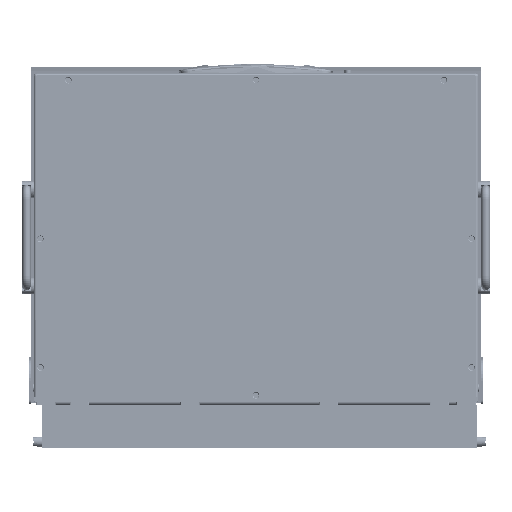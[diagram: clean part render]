
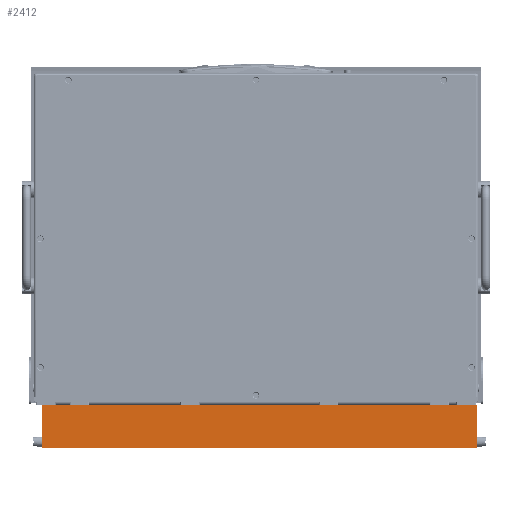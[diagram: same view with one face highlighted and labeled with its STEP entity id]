
A CAD part, front view. The second image highlights one B-rep face of the part: STEP entity #2412.
In plain terms, the highlighted planar face has unit normal (0, -1, 0).
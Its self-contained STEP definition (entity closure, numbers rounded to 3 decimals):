
#1495 = VERTEX_POINT ( 'NONE', #16733 ) ;
#2412 = ADVANCED_FACE ( 'NONE', ( #36193 ), #57972, .F. ) ;
#4556 = EDGE_CURVE ( 'NONE', #93014, #43100, #92050, .T. ) ;
#6492 = LINE ( 'NONE', #94968, #78770 ) ;
#10062 = EDGE_CURVE ( 'NONE', #1495, #92733, #6492, .T. ) ;
#11229 = CARTESIAN_POINT ( 'NONE',  ( -0.004, 0., 432.085 ) ) ;
#11276 = VECTOR ( 'NONE', #47984, 1000. ) ;
#12513 = EDGE_LOOP ( 'NONE', ( #69839, #16193, #93893, #76748 ) ) ;
#13028 = VECTOR ( 'NONE', #83952, 1000. ) ;
#16193 = ORIENTED_EDGE ( 'NONE', *, *, #4556, .T. ) ;
#16733 = CARTESIAN_POINT ( 'NONE',  ( -7.864, 0., -18.188 ) ) ;
#19428 = DIRECTION ( 'NONE',  ( 0.017, 0., 1. ) ) ;
#36193 = FACE_OUTER_BOUND ( 'NONE', #12513, .T. ) ;
#42569 = DIRECTION ( 'NONE',  ( 0., 0., 1. ) ) ;
#43100 = VERTEX_POINT ( 'NONE', #50485 ) ;
#44099 = CARTESIAN_POINT ( 'NONE',  ( 36.579, 0., -18.964 ) ) ;
#44724 = CARTESIAN_POINT ( 'NONE',  ( -7.864, 0., -18.188 ) ) ;
#47984 = DIRECTION ( 'NONE',  ( -1., 0., 0.017 ) ) ;
#48542 = EDGE_CURVE ( 'NONE', #43100, #92733, #62858, .T. ) ;
#48834 = EDGE_CURVE ( 'NONE', #1495, #93014, #51637, .T. ) ;
#50485 = CARTESIAN_POINT ( 'NONE',  ( 44.439, 0., 431.309 ) ) ;
#51598 = DIRECTION ( 'NONE',  ( 0., 1., 0. ) ) ;
#51637 = LINE ( 'NONE', #44724, #13028 ) ;
#54735 = DIRECTION ( 'NONE',  ( 0.017, 0., 1. ) ) ;
#57972 = PLANE ( 'NONE',  #64978 ) ;
#60298 = CARTESIAN_POINT ( 'NONE',  ( 44.443, 0., 431.563 ) ) ;
#62858 = LINE ( 'NONE', #71320, #11276 ) ;
#64978 = AXIS2_PLACEMENT_3D ( 'NONE', #90275, #51598, #42569 ) ;
#69839 = ORIENTED_EDGE ( 'NONE', *, *, #48834, .T. ) ;
#71320 = CARTESIAN_POINT ( 'NONE',  ( -0.004, 0., 432.085 ) ) ;
#76748 = ORIENTED_EDGE ( 'NONE', *, *, #10062, .F. ) ;
#78770 = VECTOR ( 'NONE', #54735, 1000. ) ;
#83952 = DIRECTION ( 'NONE',  ( 1., 0., -0.017 ) ) ;
#90275 = CARTESIAN_POINT ( 'NONE',  ( 44.443, 0., 431.563 ) ) ;
#92050 = LINE ( 'NONE', #60298, #104778 ) ;
#92733 = VERTEX_POINT ( 'NONE', #11229 ) ;
#93014 = VERTEX_POINT ( 'NONE', #44099 ) ;
#93893 = ORIENTED_EDGE ( 'NONE', *, *, #48542, .T. ) ;
#94968 = CARTESIAN_POINT ( 'NONE',  ( -0.084, 0., 427.514 ) ) ;
#104778 = VECTOR ( 'NONE', #19428, 1000. ) ;
